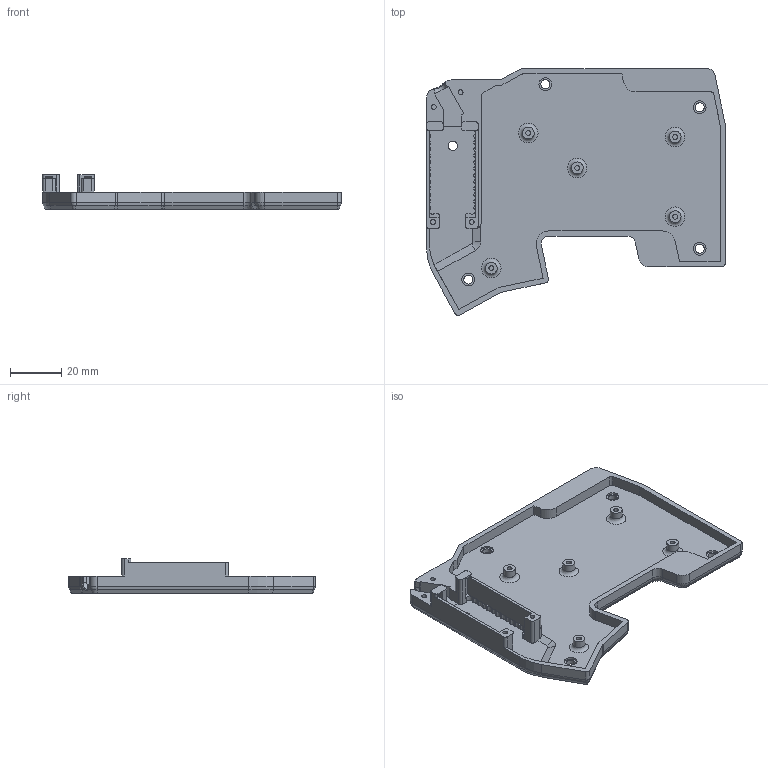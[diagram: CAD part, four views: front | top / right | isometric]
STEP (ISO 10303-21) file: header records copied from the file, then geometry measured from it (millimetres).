
FILE_DESCRIPTION(('FreeCAD Model'),'2;1');
FILE_NAME('Open CASCADE Shape Model','2026-02-01T12:56:45',(''),(''), 'Open CASCADE STEP processor 7.9','FreeCAD','Unknown');
FILE_SCHEMA(('AUTOMOTIVE_DESIGN { 1 0 10303 214 1 1 1 1 }'));
Length unit declared in the file: millimetre
Products named in the file (1): RH tray
Bounding box: 116.2 x 95.9 x 13.4 mm (x, y, z)
Volume: 27889.7 mm3; surface area: 24147 mm2
Topology: 1 solids, 1 shells, 308 faces, 770 edges, 482 vertices
Faces by surface type: plane 168, cylinder 103, cone 14, torus 11, revolution 5, sphere 4, bspline 3
Full cylindrical faces by diameter (mm): 1.9 x9, 3.5 x5, 4.6 x5, 5 x4
Entity records: 9228 total; most frequent: CARTESIAN_POINT 1689, DIRECTION 1622, ORIENTED_EDGE 1540, EDGE_CURVE 770, AXIS2_PLACEMENT_3D 578, VERTEX_POINT 482, LINE 461, VECTOR 461
